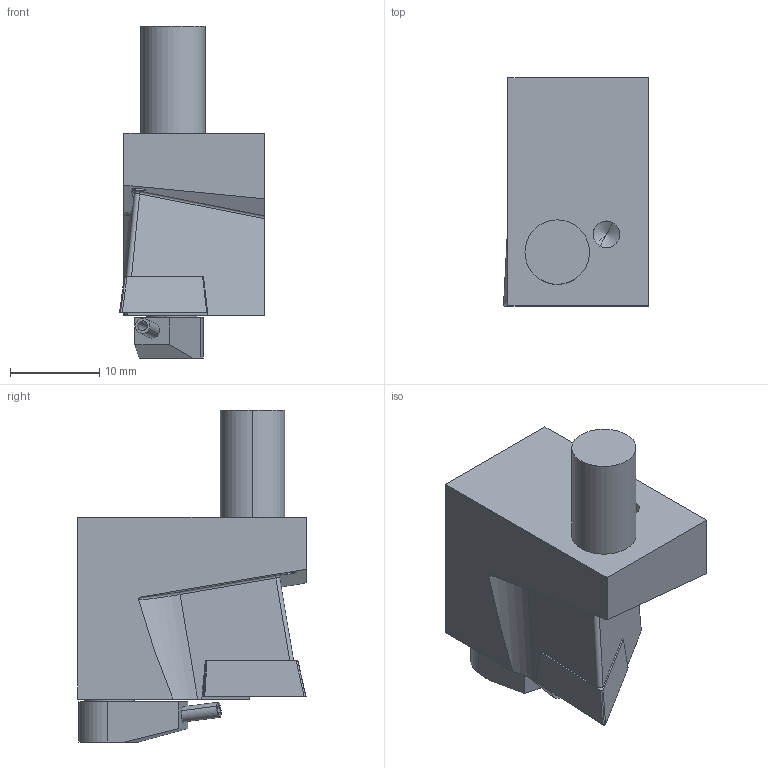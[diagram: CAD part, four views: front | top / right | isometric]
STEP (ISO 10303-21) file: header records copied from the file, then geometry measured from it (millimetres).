
FILE_DESCRIPTION(('CATIA V5 STEP','CAx-IF Rec.Pracs.--- Model Styling and Organization---1.2---2011-12-15'),'2;1');
FILE_NAME('631246773.stp','2022-10-17T06:28:47+00:00',('none'),('none'),'CATIA Version 5 Release 21 SP 5 (IN-10)','CATIA V5 STEP AP214','none');
FILE_SCHEMA(('AUTOMOTIVE_DESIGN { 1 0 10303 214 1 1 1 1 }'));
Length unit declared in the file: millimetre
Products named in the file (1): #5
Bounding box: 16.2 x 25.5 x 37.1 mm (x, y, z)
Volume: 7433.9 mm3; surface area: 3333.6 mm2
Topology: 2 solids, 2 shells, 60 faces, 174 edges, 122 vertices
Faces by surface type: plane 21, cylinder 19, bspline 14, cone 4, torus 2
Entity records: 2662 total; most frequent: CARTESIAN_POINT 1148, ORIENTED_EDGE 316, DIRECTION 214, EDGE_CURVE 158, VERTEX_POINT 109, AXIS2_PLACEMENT_3D 101, VECTOR 74, LINE 74
